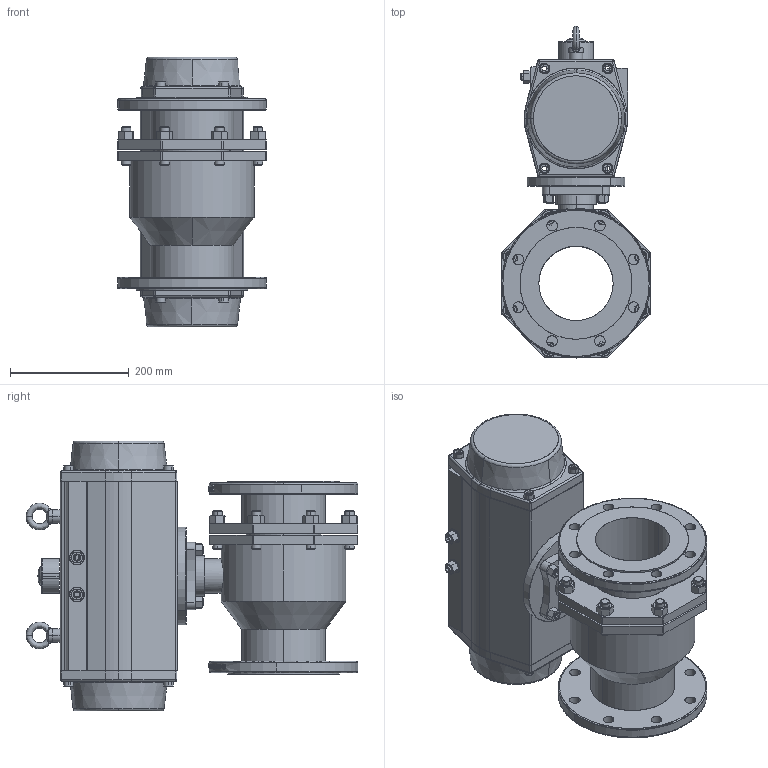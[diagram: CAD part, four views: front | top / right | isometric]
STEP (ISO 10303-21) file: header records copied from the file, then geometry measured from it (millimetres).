
FILE_DESCRIPTION (( 'STEP AP214' ), '1' );
FILE_NAME ('PK05_DN125 (PK05010012).STEP', '2022-04-28T08:37:36', ( '' ), ( '' ), 'SwSTEP 2.0', 'SolidWorks 2021', '' );
FILE_SCHEMA (( 'AUTOMOTIVE_DESIGN' ));
Length unit declared in the file: metre
Products named in the file (1): PK05_DN125 (PK05010012)
Bounding box: 250 x 557.8 x 454 mm (x, y, z)
Surface area: 1080553.3 mm2 (no closed solid volume)
Topology: 0 solids, 600 shells, 953 faces, 4558 edges, 4074 vertices
Faces by surface type: cylinder 310, plane 310, cone 126, bspline 110, torus 85, sphere 12
Entity records: 122547 total; most frequent: CARTESIAN_POINT 79504, DIRECTION 5755, ORIENTED_EDGE 5144, EDGE_CURVE 4552, VERTEX_POINT 4074, AXIS2_PLACEMENT_3D 2153, B_SPLINE_CURVE_WITH_KNOTS 1794, LINE 1449
